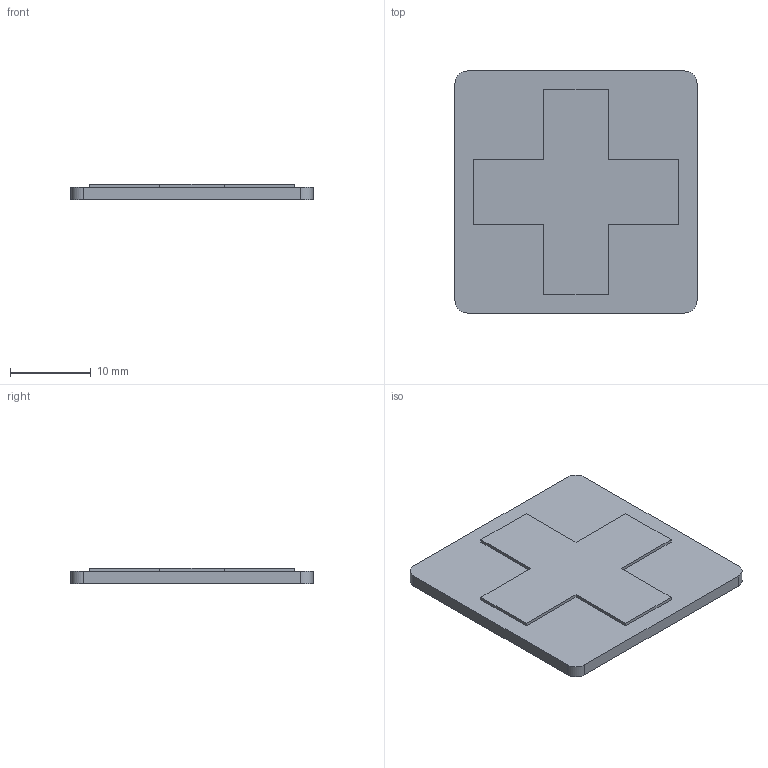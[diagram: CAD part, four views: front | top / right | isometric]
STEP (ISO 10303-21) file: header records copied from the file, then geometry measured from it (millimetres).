
FILE_DESCRIPTION(/* description */ (''),/* implementation_level */ '2;1');
FILE_NAME(/* name */ 'Face Plate Medic_1.stp',/* time_stamp */ '2025-04-16T01:08:26-04:00',/* author */ ('Ryan'),/* organization */ (''),/* preprocessor_version */ 'ST-DEVELOPER v20',/* originating_system */ 'Autodesk Inventor 2024',/* authorisation */ '');
FILE_SCHEMA (('AUTOMOTIVE_DESIGN { 1 0 10303 214 3 1 1 }'));
Length unit declared in the file: inch
Products named in the file (1): Face Plate Medic_1
Bounding box: 30 x 30 x 1.91 mm (x, y, z)
Volume: 1464.7 mm3; surface area: 2048.6 mm2
Topology: 1 solids, 1 shells, 35 faces, 84 edges, 56 vertices
Faces by surface type: plane 23, cylinder 8, cone 4
Full cylindrical faces by diameter (mm): 3.175 x4
Entity records: 1067 total; most frequent: DIRECTION 180, CARTESIAN_POINT 176, ORIENTED_EDGE 168, EDGE_CURVE 84, LINE 60, VECTOR 60, AXIS2_PLACEMENT_3D 60, VERTEX_POINT 56
